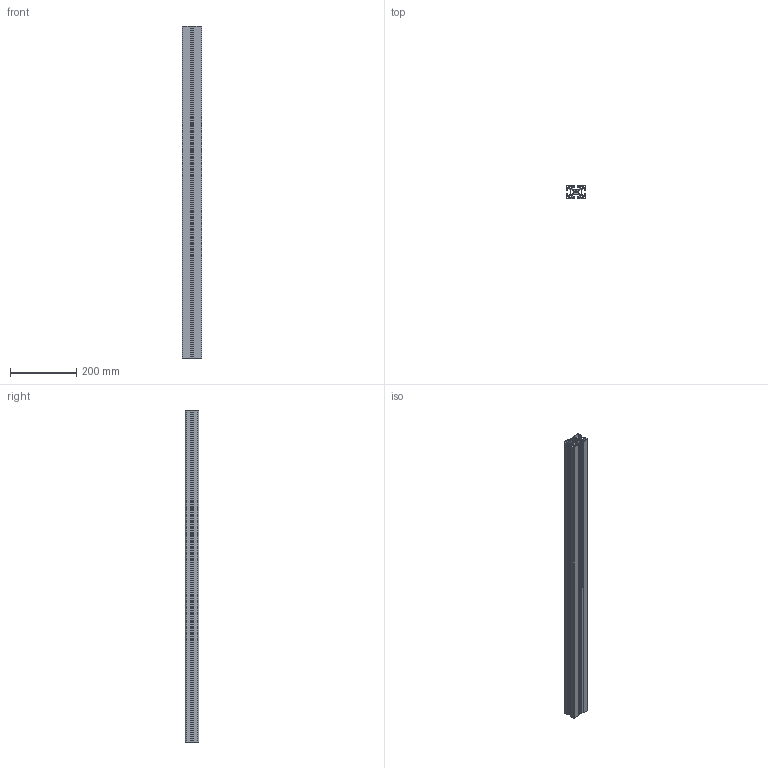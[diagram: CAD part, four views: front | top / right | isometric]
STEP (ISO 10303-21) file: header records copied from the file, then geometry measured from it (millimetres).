
FILE_DESCRIPTION (( 'STEP AP203' ), '1' );
FILE_NAME ('ALF-4060-8B.step', '2024-08-07T10:25:02', ( '' ), ( '' ), 'SwSTEP 2.0', 'SolidWorks 2022', '' );
FILE_SCHEMA (( 'CONFIG_CONTROL_DESIGN' ));
Length unit declared in the file: millimetre
Products named in the file (1): ALF-4060-8B
Bounding box: 60 x 40 x 1000 mm (x, y, z)
Volume: 905961.6 mm3; surface area: 701364.1 mm2
Topology: 1 solids, 1 shells, 224 faces, 666 edges, 444 vertices
Faces by surface type: plane 130, cylinder 94
Entity records: 7643 total; most frequent: CARTESIAN_POINT 1335, ORIENTED_EDGE 1332, DIRECTION 1304, EDGE_CURVE 666, LINE 478, VECTOR 478, VERTEX_POINT 444, AXIS2_PLACEMENT_3D 413
